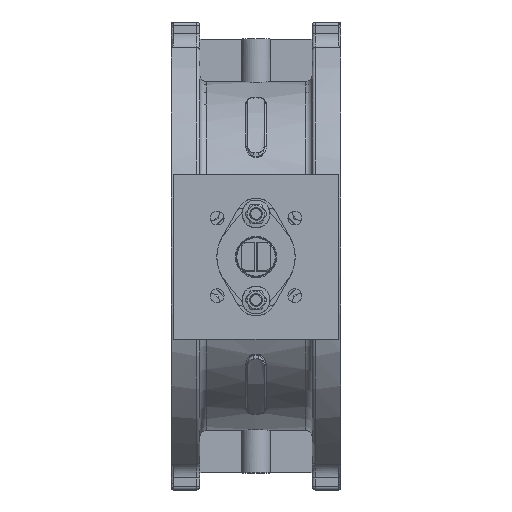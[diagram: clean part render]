
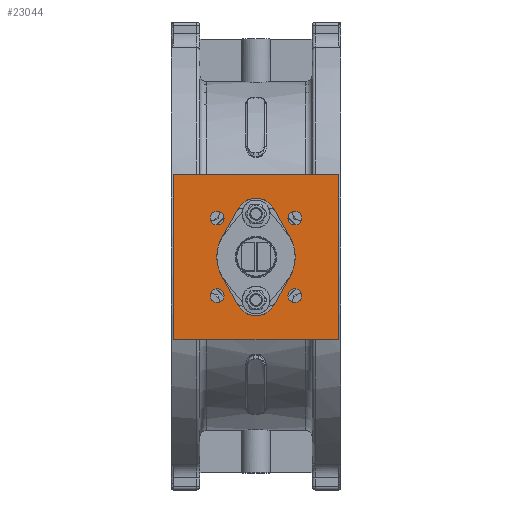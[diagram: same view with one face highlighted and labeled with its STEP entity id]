
A CAD part, top view. The second image highlights one B-rep face of the part: STEP entity #23044.
In plain terms, the highlighted planar face has unit normal (0, 0, 1).
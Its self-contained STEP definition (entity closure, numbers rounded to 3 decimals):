
#1183=LINE('',#38740,#2387);
#1187=LINE('',#38752,#2391);
#1191=LINE('',#38764,#2395);
#1195=LINE('',#38774,#2399);
#1208=LINE('',#38840,#2412);
#1209=LINE('',#38842,#2413);
#1210=LINE('',#38844,#2414);
#1211=LINE('',#38845,#2415);
#2387=VECTOR('',#28829,10.);
#2391=VECTOR('',#28841,10.);
#2395=VECTOR('',#28853,10.);
#2399=VECTOR('',#28865,10.);
#2412=VECTOR('',#28932,10.);
#2413=VECTOR('',#28933,10.);
#2414=VECTOR('',#28934,10.);
#2415=VECTOR('',#28935,10.);
#3422=PLANE('',#24931);
#4528=FACE_BOUND('',#7179,.T.);
#4529=FACE_BOUND('',#7180,.T.);
#4530=FACE_BOUND('',#7181,.T.);
#4531=FACE_BOUND('',#7182,.T.);
#4532=FACE_BOUND('',#7183,.T.);
#5522=FACE_OUTER_BOUND('',#7178,.T.);
#7178=EDGE_LOOP('',(#16966,#16967,#16968,#16969));
#7179=EDGE_LOOP('',(#16970,#16971,#16972,#16973,#16974,#16975,#16976,#16977));
#7180=EDGE_LOOP('',(#16978));
#7181=EDGE_LOOP('',(#16979));
#7182=EDGE_LOOP('',(#16980));
#7183=EDGE_LOOP('',(#16981));
#8951=CIRCLE('',#24891,50.05);
#8953=CIRCLE('',#24895,26.);
#8955=CIRCLE('',#24899,50.05);
#8957=CIRCLE('',#24903,26.);
#8959=CIRCLE('',#24907,8.75);
#8961=CIRCLE('',#24910,8.75);
#8963=CIRCLE('',#24913,8.75);
#8965=CIRCLE('',#24916,8.75);
#10435=VERTEX_POINT('',#38731);
#10436=VERTEX_POINT('',#38733);
#10438=VERTEX_POINT('',#38739);
#10440=VERTEX_POINT('',#38745);
#10442=VERTEX_POINT('',#38751);
#10444=VERTEX_POINT('',#38757);
#10446=VERTEX_POINT('',#38763);
#10448=VERTEX_POINT('',#38769);
#10450=VERTEX_POINT('',#38778);
#10452=VERTEX_POINT('',#38783);
#10454=VERTEX_POINT('',#38788);
#10456=VERTEX_POINT('',#38793);
#10473=VERTEX_POINT('',#38838);
#10474=VERTEX_POINT('',#38839);
#10475=VERTEX_POINT('',#38841);
#10476=VERTEX_POINT('',#38843);
#12850=EDGE_CURVE('',#10436,#10435,#8951,.T.);
#12853=EDGE_CURVE('',#10438,#10436,#1183,.T.);
#12856=EDGE_CURVE('',#10440,#10438,#8953,.T.);
#12859=EDGE_CURVE('',#10442,#10440,#1187,.T.);
#12862=EDGE_CURVE('',#10444,#10442,#8955,.T.);
#12865=EDGE_CURVE('',#10446,#10444,#1191,.T.);
#12868=EDGE_CURVE('',#10448,#10446,#8957,.T.);
#12871=EDGE_CURVE('',#10435,#10448,#1195,.T.);
#12873=EDGE_CURVE('',#10450,#10450,#8959,.T.);
#12875=EDGE_CURVE('',#10452,#10452,#8961,.T.);
#12877=EDGE_CURVE('',#10454,#10454,#8963,.T.);
#12879=EDGE_CURVE('',#10456,#10456,#8965,.T.);
#12900=EDGE_CURVE('',#10473,#10474,#1208,.T.);
#12901=EDGE_CURVE('',#10475,#10473,#1209,.T.);
#12902=EDGE_CURVE('',#10476,#10475,#1210,.T.);
#12903=EDGE_CURVE('',#10474,#10476,#1211,.T.);
#16966=ORIENTED_EDGE('',*,*,#12900,.F.);
#16967=ORIENTED_EDGE('',*,*,#12901,.F.);
#16968=ORIENTED_EDGE('',*,*,#12902,.F.);
#16969=ORIENTED_EDGE('',*,*,#12903,.F.);
#16970=ORIENTED_EDGE('',*,*,#12850,.T.);
#16971=ORIENTED_EDGE('',*,*,#12871,.T.);
#16972=ORIENTED_EDGE('',*,*,#12868,.T.);
#16973=ORIENTED_EDGE('',*,*,#12865,.T.);
#16974=ORIENTED_EDGE('',*,*,#12862,.T.);
#16975=ORIENTED_EDGE('',*,*,#12859,.T.);
#16976=ORIENTED_EDGE('',*,*,#12856,.T.);
#16977=ORIENTED_EDGE('',*,*,#12853,.T.);
#16978=ORIENTED_EDGE('',*,*,#12873,.T.);
#16979=ORIENTED_EDGE('',*,*,#12875,.T.);
#16980=ORIENTED_EDGE('',*,*,#12877,.T.);
#16981=ORIENTED_EDGE('',*,*,#12879,.T.);
#23044=ADVANCED_FACE('',(#5522,#4528,#4529,#4530,#4531,#4532),#3422,.F.);
#24891=AXIS2_PLACEMENT_3D('',#38734,#28823,#28824);
#24895=AXIS2_PLACEMENT_3D('',#38746,#28835,#28836);
#24899=AXIS2_PLACEMENT_3D('',#38758,#28847,#28848);
#24903=AXIS2_PLACEMENT_3D('',#38770,#28859,#28860);
#24907=AXIS2_PLACEMENT_3D('',#38779,#28870,#28871);
#24910=AXIS2_PLACEMENT_3D('',#38784,#28876,#28877);
#24913=AXIS2_PLACEMENT_3D('',#38789,#28882,#28883);
#24916=AXIS2_PLACEMENT_3D('',#38794,#28888,#28889);
#24931=AXIS2_PLACEMENT_3D('',#38837,#28930,#28931);
#28823=DIRECTION('center_axis',(0.,0.,-1.));
#28824=DIRECTION('ref_axis',(0.871,-0.491,0.));
#28829=DIRECTION('',(0.491,-0.871,0.));
#28835=DIRECTION('center_axis',(0.,0.,-1.));
#28836=DIRECTION('ref_axis',(0.871,0.491,0.));
#28841=DIRECTION('',(0.491,0.871,0.));
#28847=DIRECTION('center_axis',(0.,0.,-1.));
#28848=DIRECTION('ref_axis',(-0.871,0.491,0.));
#28853=DIRECTION('',(-0.491,0.871,0.));
#28859=DIRECTION('center_axis',(0.,0.,-1.));
#28860=DIRECTION('ref_axis',(-0.871,-0.491,0.));
#28865=DIRECTION('',(-0.491,-0.871,0.));
#28870=DIRECTION('center_axis',(0.,0.,-1.));
#28871=DIRECTION('ref_axis',(0.,1.,0.));
#28876=DIRECTION('center_axis',(0.,0.,-1.));
#28877=DIRECTION('ref_axis',(1.,0.,0.));
#28882=DIRECTION('center_axis',(0.,0.,-1.));
#28883=DIRECTION('ref_axis',(0.,-1.,0.));
#28888=DIRECTION('center_axis',(0.,0.,-1.));
#28889=DIRECTION('ref_axis',(-1.,0.,0.));
#28930=DIRECTION('center_axis',(0.,0.,-1.));
#28931=DIRECTION('ref_axis',(1.,0.,0.));
#28932=DIRECTION('',(0.,1.,0.));
#28933=DIRECTION('',(-1.,0.,0.));
#28934=DIRECTION('',(0.,-1.,0.));
#28935=DIRECTION('',(1.,0.,0.));
#38731=CARTESIAN_POINT('',(43.607,-26.565,475.));
#38733=CARTESIAN_POINT('',(43.607,22.565,475.));
#38734=CARTESIAN_POINT('Origin',(0.,-2.,
475.));
#38739=CARTESIAN_POINT('',(22.653,59.761,475.));
#38740=CARTESIAN_POINT('',(33.13,41.163,475.));
#38745=CARTESIAN_POINT('',(-22.653,59.761,475.));
#38746=CARTESIAN_POINT('Origin',(0.,47.,475.));
#38751=CARTESIAN_POINT('',(-43.607,22.565,475.));
#38752=CARTESIAN_POINT('',(-43.607,22.565,475.));
#38757=CARTESIAN_POINT('',(-43.607,-26.565,475.));
#38758=CARTESIAN_POINT('Origin',(0.,-2.,
475.));
#38763=CARTESIAN_POINT('',(-22.653,-63.761,475.));
#38764=CARTESIAN_POINT('',(-33.13,-45.163,475.));
#38769=CARTESIAN_POINT('',(22.653,-63.761,475.));
#38770=CARTESIAN_POINT('Origin',(0.,-51.,
475.));
#38774=CARTESIAN_POINT('',(43.607,-26.565,475.));
#38778=CARTESIAN_POINT('',(49.497,56.247,475.));
#38779=CARTESIAN_POINT('Origin',(49.497,47.497,475.));
#38783=CARTESIAN_POINT('',(58.247,-51.497,475.));
#38784=CARTESIAN_POINT('Origin',(49.497,-51.497,475.));
#38788=CARTESIAN_POINT('',(-49.497,-60.247,475.));
#38789=CARTESIAN_POINT('Origin',(-49.497,-51.497,475.));
#38793=CARTESIAN_POINT('',(-58.247,47.497,475.));
#38794=CARTESIAN_POINT('Origin',(-49.497,47.497,475.));
#38837=CARTESIAN_POINT('Origin',(0.,-2.,
475.));
#38838=CARTESIAN_POINT('',(-105.,-107.,475.));
#38839=CARTESIAN_POINT('',(-105.,103.,475.));
#38840=CARTESIAN_POINT('',(-105.,103.,475.));
#38841=CARTESIAN_POINT('',(105.,-107.,475.));
#38842=CARTESIAN_POINT('',(-105.,-107.,475.));
#38843=CARTESIAN_POINT('',(105.,103.,475.));
#38844=CARTESIAN_POINT('',(105.,-107.,475.));
#38845=CARTESIAN_POINT('',(105.,103.,475.));
